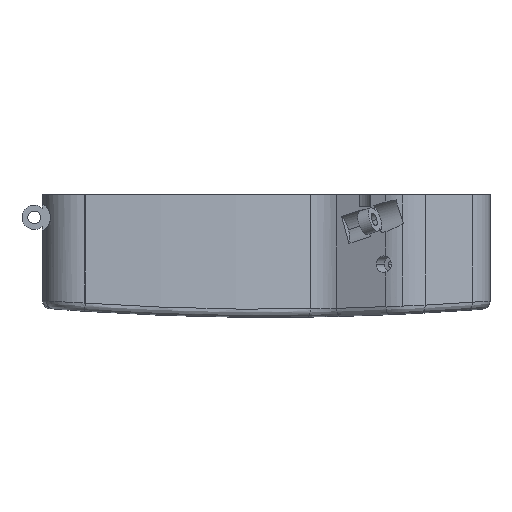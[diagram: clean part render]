
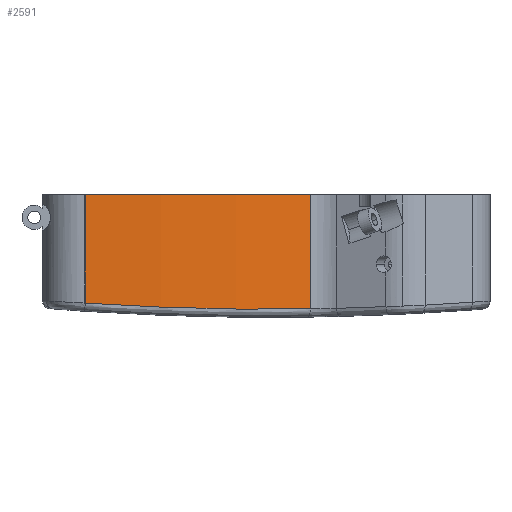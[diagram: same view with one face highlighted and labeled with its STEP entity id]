
A CAD part, left-side view. The second image highlights one B-rep face of the part: STEP entity #2591.
In plain terms, the highlighted free-form (B-spline) face has degree [2, 1] with [3, 2] control points.
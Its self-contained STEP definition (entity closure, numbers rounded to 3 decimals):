
#168 = VERTEX_POINT ( 'NONE', #889 ) ;
#469 = CARTESIAN_POINT ( 'NONE',  ( -38.031, -10.811, -15.472 ) ) ;
#602 = LINE ( 'NONE', #2969, #5943 ) ;
#643 = CARTESIAN_POINT ( 'NONE',  ( -38.031, -10.811, 12.6 ) ) ;
#749 = B_SPLINE_SURFACE_WITH_KNOTS ( 'NONE', 2, 1, ( 
 ( #643, #2927 ),
 ( #4765, #2418 ),
 ( #4725, #1766 ) ),
 .UNSPECIFIED., .F., .F., .F.,
 ( 3, 3 ),
 ( 2, 2 ),
 ( 0.051, 0.895 ),
 ( 0., 1. ),
 .UNSPECIFIED. ) ;
#829 = ORIENTED_EDGE ( 'NONE', *, *, #977, .F. ) ;
#889 = CARTESIAN_POINT ( 'NONE',  ( -45.902, 44.457, 12.6 ) ) ;
#977 = EDGE_CURVE ( 'NONE', #168, #3852, #2103, .T. ) ;
#991 = CARTESIAN_POINT ( 'NONE',  ( -45.902, 44.457, 12.6 ) ) ;
#1109 = CARTESIAN_POINT ( 'NONE',  ( -45.902, 44.457, 20. ) ) ;
#1290 = CARTESIAN_POINT ( 'NONE',  ( -45.512, 35.151, -14.602 ) ) ;
#1532 = CARTESIAN_POINT ( 'NONE',  ( -45.115, 16.326, 12.6 ) ) ;
#1766 = CARTESIAN_POINT ( 'NONE',  ( -45.902, 44.457, -15.739 ) ) ;
#2014 = VERTEX_POINT ( 'NONE', #469 ) ;
#2103 = B_SPLINE_CURVE_WITH_KNOTS ( 'NONE', 2,
 ( #991, #1532, #5693 ),
 .UNSPECIFIED., .F., .F.,
 ( 3, 3 ),
 ( 0.105, 0.949 ),
 .UNSPECIFIED. ) ;
#2322 = B_SPLINE_CURVE_WITH_KNOTS ( 'NONE', 3,
 ( #2533, #3652, #1290, #6550, #3726, #4872, #7210, #4795, #7174, #4186 ),
 .UNSPECIFIED., .F., .F.,
 ( 4, 2, 2, 2, 4 ),
 ( 0., 0.014, 0.028, 0.042, 0.056 ),
 .UNSPECIFIED. ) ;
#2418 = CARTESIAN_POINT ( 'NONE',  ( -45.115, 16.326, -15.739 ) ) ;
#2533 = CARTESIAN_POINT ( 'NONE',  ( -45.902, 44.457, -14.036 ) ) ;
#2591 = ADVANCED_FACE ( 'NONE', ( #5913 ), #749, .T. ) ;
#2927 = CARTESIAN_POINT ( 'NONE',  ( -38.031, -10.811, -15.739 ) ) ;
#2969 = CARTESIAN_POINT ( 'NONE',  ( -38.031, -10.811, -20. ) ) ;
#3008 = EDGE_CURVE ( 'NONE', #5017, #2014, #2322, .T. ) ;
#3058 = CARTESIAN_POINT ( 'NONE',  ( -38.031, -10.811, 12.6 ) ) ;
#3652 = CARTESIAN_POINT ( 'NONE',  ( -45.772, 39.801, -14.343 ) ) ;
#3726 = CARTESIAN_POINT ( 'NONE',  ( -44.203, 21.226, -15.192 ) ) ;
#3852 = VERTEX_POINT ( 'NONE', #3058 ) ;
#4186 = CARTESIAN_POINT ( 'NONE',  ( -38.031, -10.811, -15.472 ) ) ;
#4325 = EDGE_CURVE ( 'NONE', #2014, #3852, #602, .T. ) ;
#4609 = EDGE_LOOP ( 'NONE', ( #829, #7385, #5152, #5889 ) ) ;
#4725 = CARTESIAN_POINT ( 'NONE',  ( -45.902, 44.457, 12.6 ) ) ;
#4765 = CARTESIAN_POINT ( 'NONE',  ( -45.115, 16.326, 12.6 ) ) ;
#4795 = CARTESIAN_POINT ( 'NONE',  ( -40.26, -1.752, -15.554 ) ) ;
#4872 = CARTESIAN_POINT ( 'NONE',  ( -42.889, 11.993, -15.429 ) ) ;
#5017 = VERTEX_POINT ( 'NONE', #5756 ) ;
#5152 = ORIENTED_EDGE ( 'NONE', *, *, #3008, .T. ) ;
#5693 = CARTESIAN_POINT ( 'NONE',  ( -38.031, -10.811, 12.6 ) ) ;
#5756 = CARTESIAN_POINT ( 'NONE',  ( -45.902, 44.457, -14.036 ) ) ;
#5889 = ORIENTED_EDGE ( 'NONE', *, *, #4325, .T. ) ;
#5913 = FACE_OUTER_BOUND ( 'NONE', #4609, .T. ) ;
#5943 = VECTOR ( 'NONE', #6486, 1000. ) ;
#6420 = LINE ( 'NONE', #1109, #6783 ) ;
#6486 = DIRECTION ( 'NONE',  ( 0., 0., 1. ) ) ;
#6550 = CARTESIAN_POINT ( 'NONE',  ( -44.727, 25.862, -15.027 ) ) ;
#6783 = VECTOR ( 'NONE', #7507, 1000. ) ;
#6907 = EDGE_CURVE ( 'NONE', #168, #5017, #6420, .T. ) ;
#7174 = CARTESIAN_POINT ( 'NONE',  ( -39.21, -6.295, -15.535 ) ) ;
#7210 = CARTESIAN_POINT ( 'NONE',  ( -42.099, 7.391, -15.501 ) ) ;
#7385 = ORIENTED_EDGE ( 'NONE', *, *, #6907, .T. ) ;
#7507 = DIRECTION ( 'NONE',  ( 0., 0., -1. ) ) ;
